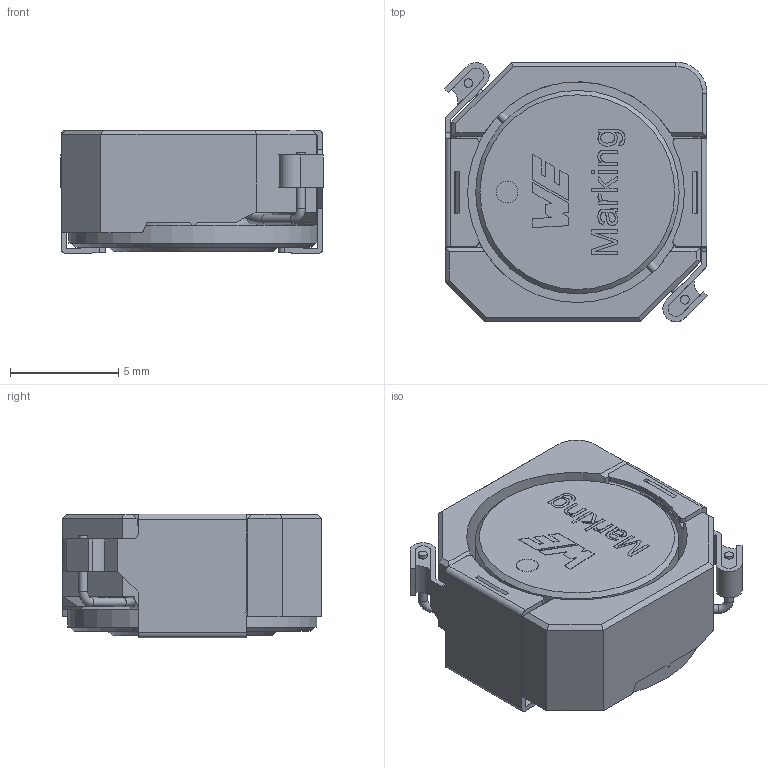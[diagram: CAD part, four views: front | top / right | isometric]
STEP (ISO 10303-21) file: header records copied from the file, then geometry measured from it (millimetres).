
FILE_DESCRIPTION(/* description */ ('Unknown'),/* implementation_level */ '2;1');
FILE_NAME(/* name */ 'L_Wurth_WE-PD_1260P',/* time_stamp */ '2022-04-18T15:21:08+08:00',/* author */ ('Unknown'),/* organization */ ('Unknown'),/* preprocessor_version */ 'ST-DEVELOPER v16.7',/* originating_system */ 'Solid Edge',/* authorisation */ 'Unknown');
FILE_SCHEMA (('AUTOMOTIVE_DESIGN {1 0 10303 214 3 1 1}'));
Length unit declared in the file: millimetre
Products named in the file (2): L_Wurth_WE-PD_1260P
Assembly tree (1 placements, depth 2):
  L_Wurth_WE-PD_1260P
    L_Wurth_WE-PD_1260P
Bounding box: 12.14 x 12 x 5.72 mm (x, y, z)
Volume: 531.4 mm3; surface area: 1416.5 mm2
Topology: 7 solids, 7 shells, 307 faces, 794 edges, 519 vertices
Faces by surface type: plane 235, cylinder 41, bspline 20, torus 7, cone 4
Full cylindrical faces by diameter (mm): 0.4 x5, 1 x1, 5.2 x1, 9.4 x1, 10.2 x1, 11.5 x1
Entity records: 11567 total; most frequent: CARTESIAN_POINT 3332, ORIENTED_EDGE 1526, DIRECTION 1418, EDGE_CURVE 763, LINE 608, VECTOR 608, VERTEX_POINT 513, AXIS2_PLACEMENT_3D 405
